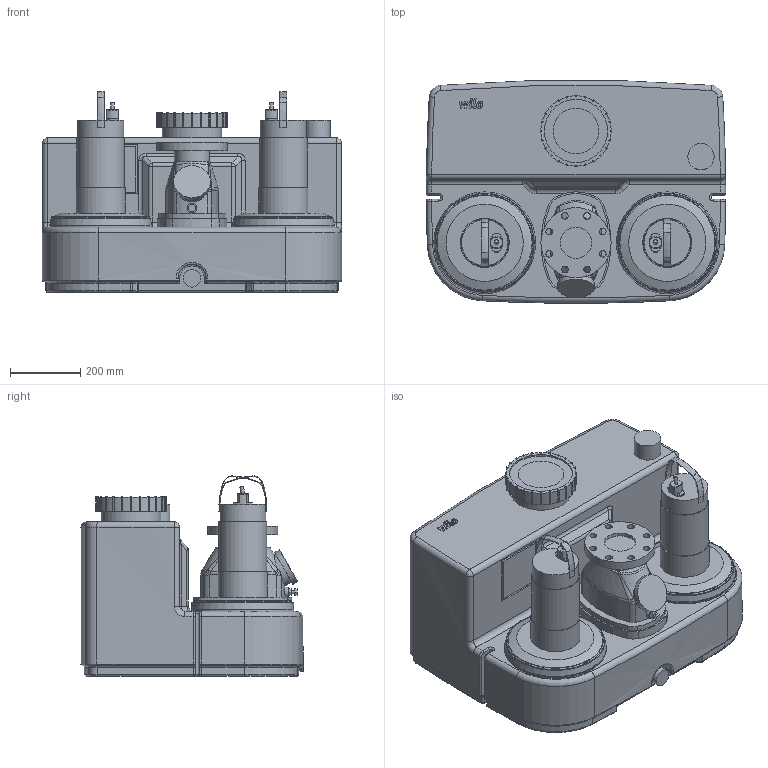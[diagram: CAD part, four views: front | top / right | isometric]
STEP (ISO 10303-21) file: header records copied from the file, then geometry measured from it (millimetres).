
FILE_DESCRIPTION(/* description */ (''),/* implementation_level */ '2;1');
FILE_NAME(/* name */ '3d_DrainLiftSANI-L.21T_4C-2549928.stp',/* time_stamp */ '2021-04-13T13:13:25+02:00',/* author */ ('Andrzej'),/* organization */ (''),/* preprocessor_version */ 'ST-DEVELOPER v16.13',/* originating_system */ 'AutoCAD Mechanical',/* authorisation */ '');
FILE_SCHEMA (('AUTOMOTIVE_DESIGN { 1 0 10303 214 3 1 1 }'));
Length unit declared in the file: millimetre
Products named in the file (1): Product
Bounding box: 852 x 633.34 x 571.3 mm (x, y, z)
Volume: 176524056.8 mm3; surface area: 2900688.8 mm2
Topology: 13 solids, 13 shells, 669 faces, 1628 edges, 971 vertices
Faces by surface type: plane 232, cylinder 213, bspline 90, torus 86, sphere 44, cone 4
Full cylindrical faces by diameter (mm): 11 x1, 19 x8, 22 x1, 28 x1, 50 x1, 75 x1, 88.9 x1, 90 x1, 100 x1, 105 x1, 130 x2, 132 x2, 136 x2, 140 x2, 170 x1, 180 x1, 200 x1, 280 x2, 286 x4, 290 x2
Entity records: 25298 total; most frequent: CARTESIAN_POINT 9958, DIRECTION 3280, ORIENTED_EDGE 3078, EDGE_CURVE 1539, AXIS2_PLACEMENT_3D 1289, VERTEX_POINT 966, EDGE_LOOP 767, LINE 702
